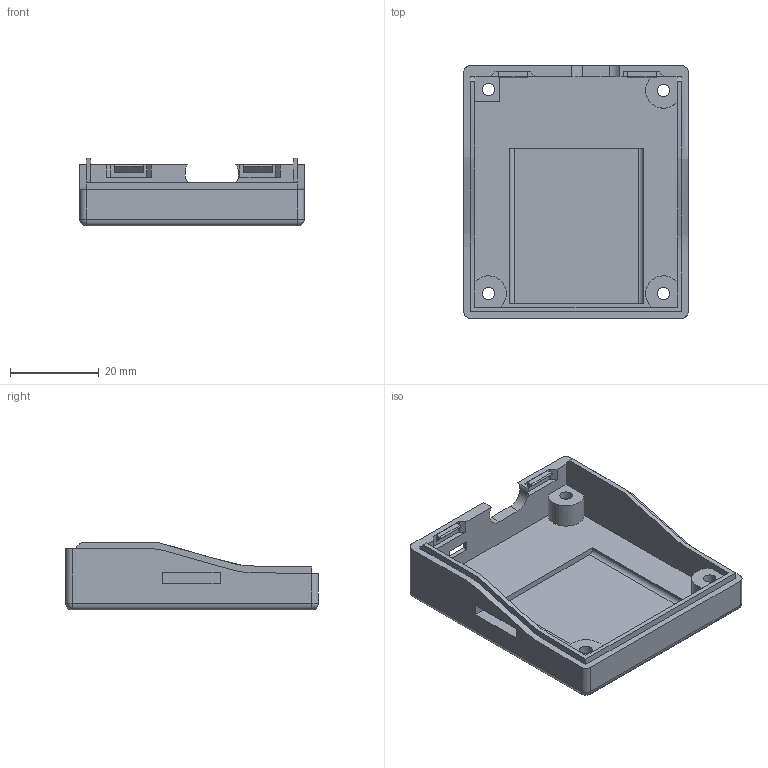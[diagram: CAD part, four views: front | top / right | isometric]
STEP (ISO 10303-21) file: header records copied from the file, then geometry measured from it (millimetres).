
FILE_DESCRIPTION(/* description */ (''),/* implementation_level */ '2;1');
FILE_NAME(/* name */ 'Lower.step',/* time_stamp */ '2023-10-03T20:53:09-05:00',/* author */ (''),/* organization */ (''),/* preprocessor_version */ 'ST-DEVELOPER v20',/* originating_system */ 'Autodesk Translation Framework v12.14.0.127',/* authorisation */ '');
FILE_SCHEMA (('AUTOMOTIVE_DESIGN { 1 0 10303 214 3 1 1 }'));
Length unit declared in the file: millimetre
Products named in the file (1): Lower
Bounding box: 50.53 x 56.88 x 15.26 mm (x, y, z)
Volume: 10591 mm3; surface area: 10552.4 mm2
Topology: 1 solids, 1 shells, 101 faces, 260 edges, 167 vertices
Faces by surface type: plane 65, cylinder 28, bspline 4, sphere 4
Full cylindrical faces by diameter (mm): 2.8 x4, 3.962 x2, 5.5 x2
Entity records: 4511 total; most frequent: CARTESIAN_POINT 2034, ORIENTED_EDGE 520, DIRECTION 468, EDGE_CURVE 260, LINE 168, VECTOR 168, VERTEX_POINT 167, AXIS2_PLACEMENT_3D 150
